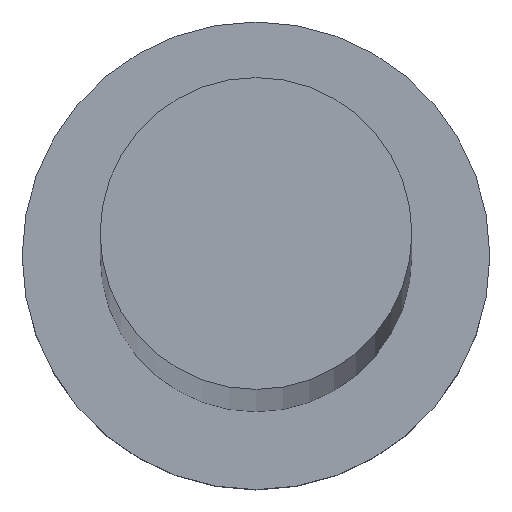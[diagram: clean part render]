
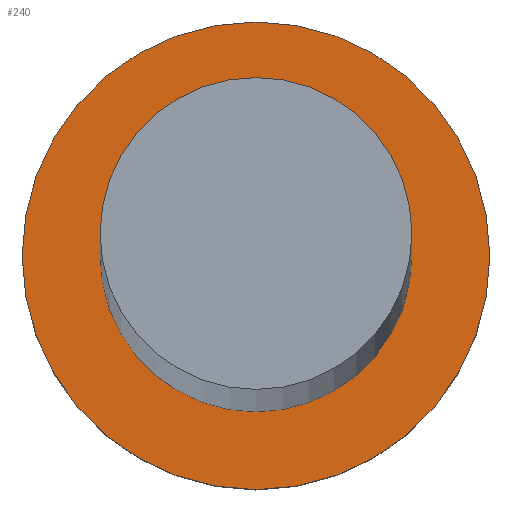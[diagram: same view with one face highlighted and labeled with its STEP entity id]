
A CAD part, top view. The second image highlights one B-rep face of the part: STEP entity #240.
In plain terms, the highlighted planar face has unit normal (0, 0, 1).
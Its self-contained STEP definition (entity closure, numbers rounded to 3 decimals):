
#3 = DIRECTION ( 'NONE',  ( 0., 0., 1. ) ) ;
#15 = EDGE_LOOP ( 'NONE', ( #186, #222 ) ) ;
#19 = DIRECTION ( 'NONE',  ( 0., 0., 1. ) ) ;
#33 = EDGE_CURVE ( 'NONE', #160, #113, #134, .T. ) ;
#36 = DIRECTION ( 'NONE',  ( 0., 0., 1. ) ) ;
#44 = CARTESIAN_POINT ( 'NONE',  ( 0., 0., 7. ) ) ;
#49 = CIRCLE ( 'NONE', #180, 9. ) ;
#50 = AXIS2_PLACEMENT_3D ( 'NONE', #83, #68, #148 ) ;
#59 = ORIENTED_EDGE ( 'NONE', *, *, #33, .F. ) ;
#68 = DIRECTION ( 'NONE',  ( 0., 0., 1. ) ) ;
#69 = VERTEX_POINT ( 'NONE', #233 ) ;
#83 = CARTESIAN_POINT ( 'NONE',  ( 0., 0., 7. ) ) ;
#101 = FACE_BOUND ( 'NONE', #184, .T. ) ;
#103 = AXIS2_PLACEMENT_3D ( 'NONE', #191, #19, #156 ) ;
#109 = DIRECTION ( 'NONE',  ( 1., 0., 0. ) ) ;
#113 = VERTEX_POINT ( 'NONE', #211 ) ;
#123 = CARTESIAN_POINT ( 'NONE',  ( 0., 0., 7. ) ) ;
#126 = VERTEX_POINT ( 'NONE', #249 ) ;
#134 = CIRCLE ( 'NONE', #161, 6. ) ;
#143 = CIRCLE ( 'NONE', #196, 6. ) ;
#145 = ORIENTED_EDGE ( 'NONE', *, *, #234, .F. ) ;
#148 = DIRECTION ( 'NONE',  ( 1., 0., 0. ) ) ;
#152 = PLANE ( 'NONE',  #50 ) ;
#154 = CIRCLE ( 'NONE', #103, 9. ) ;
#155 = EDGE_CURVE ( 'NONE', #126, #69, #49, .T. ) ;
#156 = DIRECTION ( 'NONE',  ( 1., 0., 0. ) ) ;
#160 = VERTEX_POINT ( 'NONE', #190 ) ;
#161 = AXIS2_PLACEMENT_3D ( 'NONE', #216, #3, #208 ) ;
#176 = FACE_OUTER_BOUND ( 'NONE', #15, .T. ) ;
#180 = AXIS2_PLACEMENT_3D ( 'NONE', #123, #36, #109 ) ;
#184 = EDGE_LOOP ( 'NONE', ( #145, #59 ) ) ;
#185 = EDGE_CURVE ( 'NONE', #69, #126, #154, .T. ) ;
#186 = ORIENTED_EDGE ( 'NONE', *, *, #155, .T. ) ;
#190 = CARTESIAN_POINT ( 'NONE',  ( 6., 0., 7. ) ) ;
#191 = CARTESIAN_POINT ( 'NONE',  ( 0., 0., 7. ) ) ;
#196 = AXIS2_PLACEMENT_3D ( 'NONE', #44, #252, #230 ) ;
#208 = DIRECTION ( 'NONE',  ( 1., 0., 0. ) ) ;
#211 = CARTESIAN_POINT ( 'NONE',  ( -6., 0., 7. ) ) ;
#216 = CARTESIAN_POINT ( 'NONE',  ( 0., 0., 7. ) ) ;
#222 = ORIENTED_EDGE ( 'NONE', *, *, #185, .T. ) ;
#230 = DIRECTION ( 'NONE',  ( 1., 0., 0. ) ) ;
#233 = CARTESIAN_POINT ( 'NONE',  ( 9., 0., 7. ) ) ;
#234 = EDGE_CURVE ( 'NONE', #113, #160, #143, .T. ) ;
#240 = ADVANCED_FACE ( 'NONE', ( #101, #176 ), #152, .T. ) ;
#249 = CARTESIAN_POINT ( 'NONE',  ( -9., 0., 7. ) ) ;
#252 = DIRECTION ( 'NONE',  ( 0., 0., 1. ) ) ;
